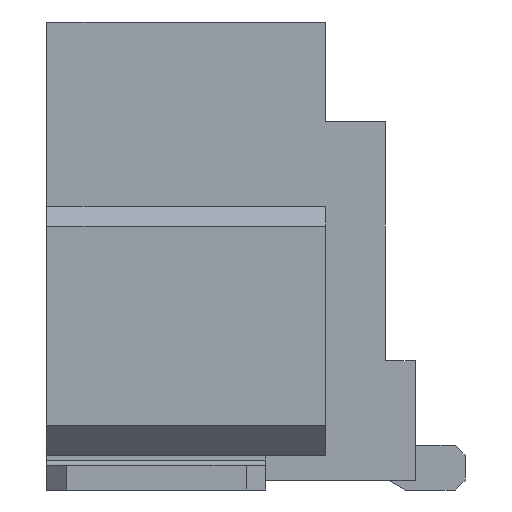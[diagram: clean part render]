
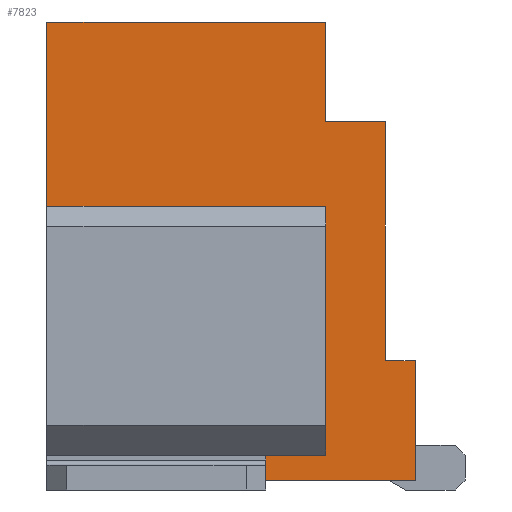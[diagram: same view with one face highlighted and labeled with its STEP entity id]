
A CAD part, left-side view. The second image highlights one B-rep face of the part: STEP entity #7823.
In plain terms, the highlighted planar face has unit normal (-1, 0, 0).
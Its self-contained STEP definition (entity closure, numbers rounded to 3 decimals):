
#73=DIRECTION('',(0.,0.,1.));
#74=VECTOR('',#73,1.2);
#75=CARTESIAN_POINT('',(-7.75,-1.85,-2.3));
#76=LINE('',#75,#74);
#1081=DIRECTION('',(0.,-1.,0.));
#1082=VECTOR('',#1081,2.8);
#1083=CARTESIAN_POINT('',(-7.75,1.85,2.3));
#1084=LINE('',#1083,#1082);
#1529=DIRECTION('',(0.,0.,-1.));
#1530=VECTOR('',#1529,1.);
#1531=CARTESIAN_POINT('',(-7.75,-0.95,2.3));
#1532=LINE('',#1531,#1530);
#1533=DIRECTION('',(0.,-1.,0.));
#1534=VECTOR('',#1533,0.6);
#1535=CARTESIAN_POINT('',(-7.75,-0.95,1.3));
#1536=LINE('',#1535,#1534);
#1537=DIRECTION('',(0.,0.,-1.));
#1538=VECTOR('',#1537,2.4);
#1539=CARTESIAN_POINT('',(-7.75,-1.55,1.3));
#1540=LINE('',#1539,#1538);
#1541=DIRECTION('',(0.,1.,0.));
#1542=VECTOR('',#1541,0.3);
#1543=CARTESIAN_POINT('',(-7.75,-1.85,-1.1));
#1544=LINE('',#1543,#1542);
#1545=DIRECTION('',(0.,0.,1.));
#1546=VECTOR('',#1545,0.25);
#1547=CARTESIAN_POINT('',(-7.75,1.85,-2.3));
#1548=LINE('',#1547,#1546);
#1549=DIRECTION('',(0.,-1.,0.));
#1550=VECTOR('',#1549,2.8);
#1551=CARTESIAN_POINT('',(-7.75,1.85,-2.05));
#1552=LINE('',#1551,#1550);
#1553=DIRECTION('',(0.,0.,-1.));
#1554=VECTOR('',#1553,2.5);
#1555=CARTESIAN_POINT('',(-7.75,-0.95,0.45));
#1556=LINE('',#1555,#1554);
#1557=DIRECTION('',(0.,-1.,0.));
#1558=VECTOR('',#1557,2.8);
#1559=CARTESIAN_POINT('',(-7.75,1.85,0.45));
#1560=LINE('',#1559,#1558);
#1561=DIRECTION('',(0.,0.,1.));
#1562=VECTOR('',#1561,1.85);
#1563=CARTESIAN_POINT('',(-7.75,1.85,0.45));
#1564=LINE('',#1563,#1562);
#1629=DIRECTION('',(0.,-1.,0.));
#1630=VECTOR('',#1629,3.7);
#1631=CARTESIAN_POINT('',(-7.75,1.85,-2.3));
#1632=LINE('',#1631,#1630);
#4739=CARTESIAN_POINT('',(-7.75,1.85,-2.3));
#4740=CARTESIAN_POINT('',(-7.75,-1.85,-2.3));
#4741=VERTEX_POINT('',#4739);
#4742=VERTEX_POINT('',#4740);
#4779=CARTESIAN_POINT('',(-7.75,-0.95,0.45));
#4780=CARTESIAN_POINT('',(-7.75,-0.95,-2.05));
#4781=VERTEX_POINT('',#4779);
#4782=VERTEX_POINT('',#4780);
#4783=CARTESIAN_POINT('',(-7.75,1.85,0.45));
#4784=VERTEX_POINT('',#4783);
#4791=CARTESIAN_POINT('',(-7.75,1.85,2.3));
#4792=VERTEX_POINT('',#4791);
#4827=CARTESIAN_POINT('',(-7.75,-1.85,-1.1));
#4828=CARTESIAN_POINT('',(-7.75,-1.55,-1.1));
#4829=VERTEX_POINT('',#4827);
#4830=VERTEX_POINT('',#4828);
#4836=CARTESIAN_POINT('',(-7.75,-1.55,1.3));
#4838=VERTEX_POINT('',#4836);
#5005=CARTESIAN_POINT('',(-7.75,-0.95,2.3));
#5006=CARTESIAN_POINT('',(-7.75,-0.95,1.3));
#5007=VERTEX_POINT('',#5005);
#5008=VERTEX_POINT('',#5006);
#5425=CARTESIAN_POINT('',(-7.75,1.85,-2.05));
#5426=VERTEX_POINT('',#5425);
#7798=CARTESIAN_POINT('',(-7.75,1.85,-2.3));
#7799=DIRECTION('',(-1.,0.,0.));
#7800=DIRECTION('',(0.,-1.,0.));
#7801=AXIS2_PLACEMENT_3D('',#7798,#7799,#7800);
#7802=PLANE('',#7801);
#7803=ORIENTED_EDGE('',*,*,#7356,.T.);
#7805=ORIENTED_EDGE('',*,*,#7804,.T.);
#7807=ORIENTED_EDGE('',*,*,#7806,.T.);
#7808=ORIENTED_EDGE('',*,*,#7471,.F.);
#7809=ORIENTED_EDGE('',*,*,#6340,.F.);
#7811=ORIENTED_EDGE('',*,*,#7810,.F.);
#7812=ORIENTED_EDGE('',*,*,#6714,.T.);
#7814=ORIENTED_EDGE('',*,*,#7813,.T.);
#7816=ORIENTED_EDGE('',*,*,#7815,.F.);
#7818=ORIENTED_EDGE('',*,*,#7817,.F.);
#7819=ORIENTED_EDGE('',*,*,#6692,.T.);
#7820=ORIENTED_EDGE('',*,*,#7297,.T.);
#7821=EDGE_LOOP('',(#7803,#7805,#7807,#7808,#7809,#7811,#7812,#7814,#7816,#7818,
#7819,#7820));
#7822=FACE_OUTER_BOUND('',#7821,.F.);
#7823=ADVANCED_FACE('',(#7822),#7802,.T.);
#6340=EDGE_CURVE('',#4742,#4829,#76,.T.);
#6692=EDGE_CURVE('',#4784,#4792,#1564,.T.);
#6714=EDGE_CURVE('',#4741,#5426,#1548,.T.);
#7297=EDGE_CURVE('',#4792,#5007,#1084,.T.);
#7356=EDGE_CURVE('',#5007,#5008,#1532,.T.);
#7471=EDGE_CURVE('',#4829,#4830,#1544,.T.);
#7804=EDGE_CURVE('',#5008,#4838,#1536,.T.);
#7806=EDGE_CURVE('',#4838,#4830,#1540,.T.);
#7810=EDGE_CURVE('',#4741,#4742,#1632,.T.);
#7813=EDGE_CURVE('',#5426,#4782,#1552,.T.);
#7815=EDGE_CURVE('',#4781,#4782,#1556,.T.);
#7817=EDGE_CURVE('',#4784,#4781,#1560,.T.);
